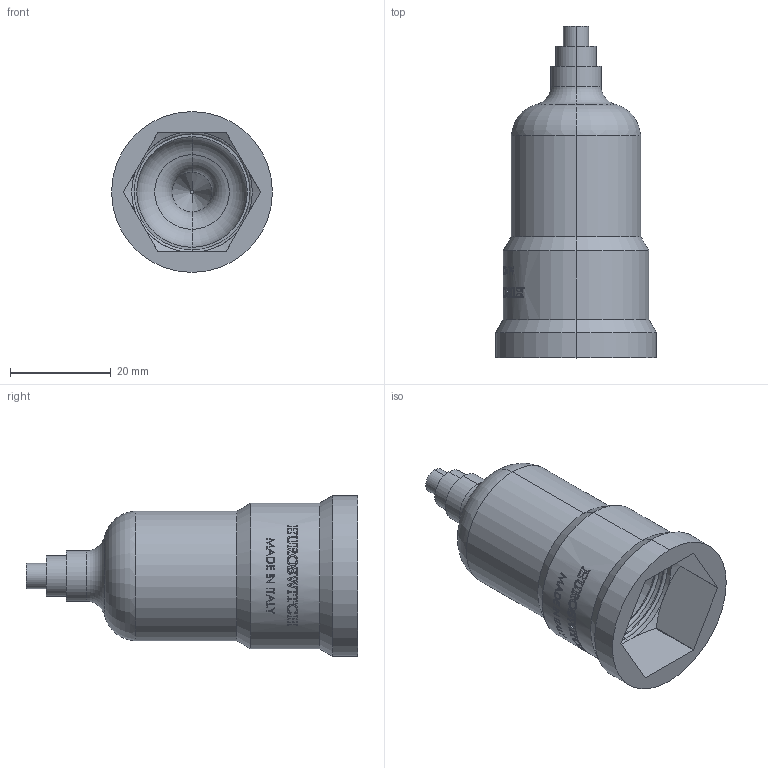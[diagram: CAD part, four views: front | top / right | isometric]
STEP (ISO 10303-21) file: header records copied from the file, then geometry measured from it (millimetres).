
FILE_DESCRIPTION (( 'STEP AP214' ), '1' );
FILE_NAME ('3015001.STEP', '2018-12-18T08:53:01', ( '' ), ( '' ), 'SwSTEP 2.0', 'SolidWorks 2017', '' );
FILE_SCHEMA (( 'AUTOMOTIVE_DESIGN' ));
Length unit declared in the file: millimetre
Products named in the file (1): 3015001
Bounding box: 32 x 66 x 32 mm (x, y, z)
Volume: 10003.5 mm3; surface area: 9642.4 mm2
Topology: 1 solids, 1 shells, 386 faces, 1016 edges, 662 vertices
Faces by surface type: plane 261, cylinder 54, bspline 43, torus 16, cone 12
Entity records: 14393 total; most frequent: CARTESIAN_POINT 4983, ORIENTED_EDGE 2032, DIRECTION 1854, EDGE_CURVE 1016, AXIS2_PLACEMENT_3D 666, VERTEX_POINT 662, VECTOR 522, LINE 522
